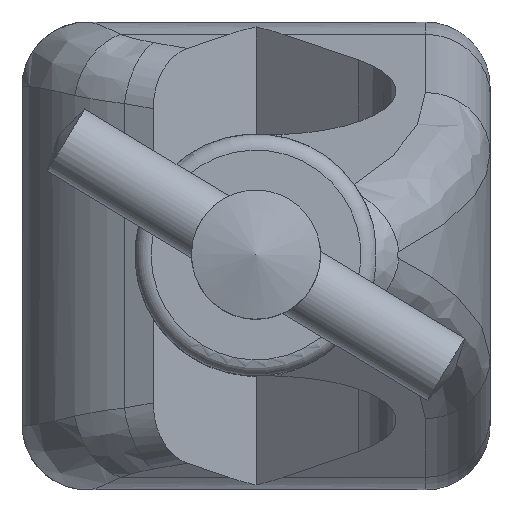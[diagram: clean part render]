
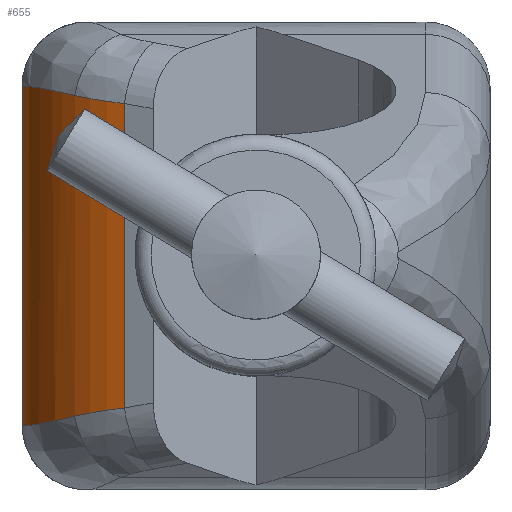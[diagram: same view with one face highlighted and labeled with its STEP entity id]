
A CAD part, top view. The second image highlights one B-rep face of the part: STEP entity #655.
In plain terms, the highlighted cylindrical face has radius 12 mm (diameter 24 mm), a partial arc.
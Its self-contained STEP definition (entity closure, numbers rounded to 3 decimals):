
#52=LINE('',#1105,#81);
#63=LINE('',#1205,#92);
#81=VECTOR('',#827,20.947);
#92=VECTOR('',#860,18.855);
#130=ELLIPSE('',#718,12.306,12.);
#131=ELLIPSE('',#720,12.306,12.);
#142=CYLINDRICAL_SURFACE('',#719,12.);
#177=FACE_OUTER_BOUND('',#223,.T.);
#223=EDGE_LOOP('',(#521,#522,#523,#524,#525,#526));
#299=B_SPLINE_CURVE_WITH_KNOTS('',3,(#1198,#1199,#1200,#1201,#1202),
 .UNSPECIFIED.,.F.,.F.,(4,1,4),(0.,0.274,0.479),
 .UNSPECIFIED.);
#300=B_SPLINE_CURVE_WITH_KNOTS('',3,(#1208,#1209,#1210,#1211,#1212),
 .UNSPECIFIED.,.F.,.F.,(4,1,4),(0.389,0.663,0.869),
 .UNSPECIFIED.);
#329=VERTEX_POINT('',#1090);
#331=VERTEX_POINT('',#1104);
#340=VERTEX_POINT('',#1138);
#342=VERTEX_POINT('',#1163);
#344=VERTEX_POINT('',#1204);
#345=VERTEX_POINT('',#1206);
#394=EDGE_CURVE('',#329,#331,#52,.T.);
#412=EDGE_CURVE('',#340,#342,#130,.T.);
#414=EDGE_CURVE('',#342,#329,#299,.T.);
#415=EDGE_CURVE('',#340,#344,#63,.T.);
#416=EDGE_CURVE('',#345,#344,#131,.T.);
#417=EDGE_CURVE('',#331,#345,#300,.T.);
#521=ORIENTED_EDGE('',*,*,#414,.F.);
#522=ORIENTED_EDGE('',*,*,#412,.F.);
#523=ORIENTED_EDGE('',*,*,#415,.T.);
#524=ORIENTED_EDGE('',*,*,#416,.F.);
#525=ORIENTED_EDGE('',*,*,#417,.F.);
#526=ORIENTED_EDGE('',*,*,#394,.F.);
#655=ADVANCED_FACE('',(#177),#142,.T.);
#718=AXIS2_PLACEMENT_3D('',#1167,#856,#857);
#719=AXIS2_PLACEMENT_3D('',#1203,#858,#859);
#720=AXIS2_PLACEMENT_3D('',#1207,#861,#862);
#827=DIRECTION('',(0.,1.,0.));
#856=DIRECTION('center_axis',(0.,-0.975,
0.222));
#857=DIRECTION('ref_axis',(0.,0.222,0.975));
#858=DIRECTION('center_axis',(0.,1.,0.));
#859=DIRECTION('ref_axis',(0.982,0.,-0.187));
#860=DIRECTION('',(0.,1.,0.));
#861=DIRECTION('center_axis',(0.,0.975,0.222));
#862=DIRECTION('ref_axis',(0.,-0.222,0.975));
#1090=CARTESIAN_POINT('',(0.,-10.473,0.));
#1104=CARTESIAN_POINT('',(0.,10.473,0.));
#1105=CARTESIAN_POINT('',(0.,-14.5,0.));
#1138=CARTESIAN_POINT('',(6.341,-9.428,8.449));
#1163=CARTESIAN_POINT('',(3.267,-9.938,6.206));
#1167=CARTESIAN_POINT('Origin',(11.789,-11.859,-2.243));
#1198=CARTESIAN_POINT('Ctrl Pts',(3.267,-9.938,6.206));
#1199=CARTESIAN_POINT('Ctrl Pts',(2.33,-10.153,5.261));
#1200=CARTESIAN_POINT('Ctrl Pts',(0.948,-10.476,3.312));
#1201=CARTESIAN_POINT('Ctrl Pts',(0.192,-10.521,1.007));
#1202=CARTESIAN_POINT('Ctrl Pts',(0.,-10.473,
0.));
#1203=CARTESIAN_POINT('Origin',(11.789,0.,-2.243));
#1204=CARTESIAN_POINT('',(6.341,9.428,8.449));
#1205=CARTESIAN_POINT('',(6.341,0.,8.449));
#1206=CARTESIAN_POINT('',(3.267,9.938,6.206));
#1207=CARTESIAN_POINT('Origin',(11.789,11.859,-2.243));
#1208=CARTESIAN_POINT('Ctrl Pts',(0.,10.473,
0.));
#1209=CARTESIAN_POINT('Ctrl Pts',(0.255,10.537,1.343));
#1210=CARTESIAN_POINT('Ctrl Pts',(1.117,10.437,3.627));
#1211=CARTESIAN_POINT('Ctrl Pts',(2.564,10.099,5.497));
#1212=CARTESIAN_POINT('Ctrl Pts',(3.267,9.938,6.206));
